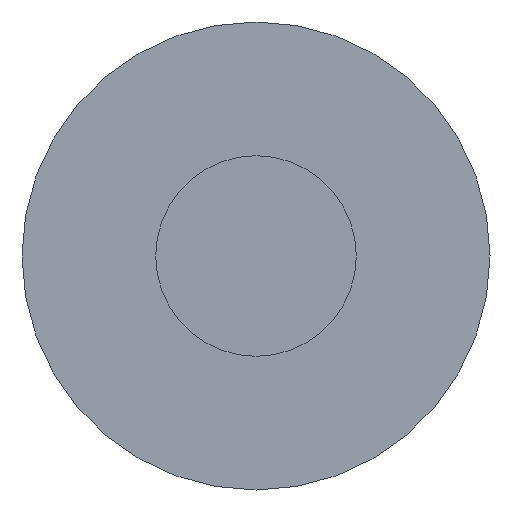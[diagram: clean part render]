
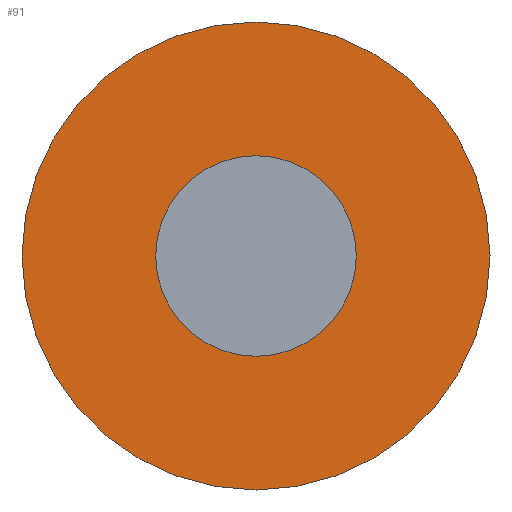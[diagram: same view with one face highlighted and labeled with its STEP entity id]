
A CAD part, front view. The second image highlights one B-rep face of the part: STEP entity #91.
In plain terms, the highlighted planar face has unit normal (0, -1, 0).
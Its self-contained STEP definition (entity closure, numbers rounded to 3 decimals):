
#16=FACE_BOUND('',#36,.T.);
#20=PLANE('',#118);
#27=FACE_OUTER_BOUND('',#35,.T.);
#35=EDGE_LOOP('',(#80));
#36=EDGE_LOOP('',(#81));
#43=CIRCLE('',#107,1.5);
#48=CIRCLE('',#116,3.5);
#49=VERTEX_POINT('',#152);
#54=VERTEX_POINT('',#168);
#55=EDGE_CURVE('',#49,#49,#43,.T.);
#63=EDGE_CURVE('',#54,#54,#48,.T.);
#80=ORIENTED_EDGE('',*,*,#63,.F.);
#81=ORIENTED_EDGE('',*,*,#55,.T.);
#91=ADVANCED_FACE('',(#27,#16),#20,.F.);
#107=AXIS2_PLACEMENT_3D('',#153,#123,#124);
#116=AXIS2_PLACEMENT_3D('',#170,#144,#145);
#118=AXIS2_PLACEMENT_3D('',#172,#148,#149);
#123=DIRECTION('center_axis',(0.,1.,0.));
#124=DIRECTION('ref_axis',(1.,0.,0.));
#144=DIRECTION('center_axis',(0.,1.,0.));
#145=DIRECTION('ref_axis',(1.,0.,0.));
#148=DIRECTION('center_axis',(0.,1.,0.));
#149=DIRECTION('ref_axis',(1.,0.,0.));
#152=CARTESIAN_POINT('',(-1.5,0.,0.));
#153=CARTESIAN_POINT('Origin',(0.,0.,0.));
#168=CARTESIAN_POINT('',(-3.5,0.,0.));
#170=CARTESIAN_POINT('Origin',(0.,0.,0.));
#172=CARTESIAN_POINT('Origin',(0.,0.,0.));
